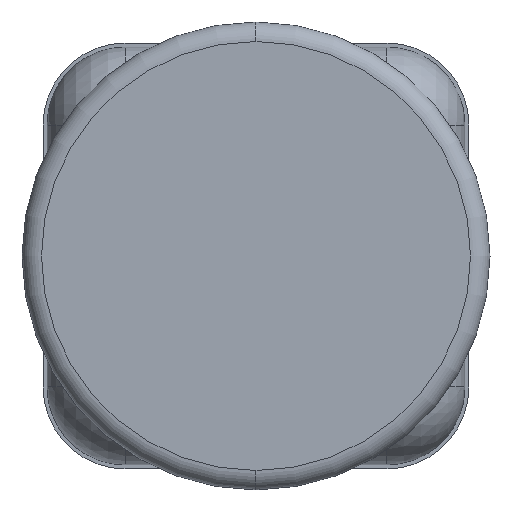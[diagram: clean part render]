
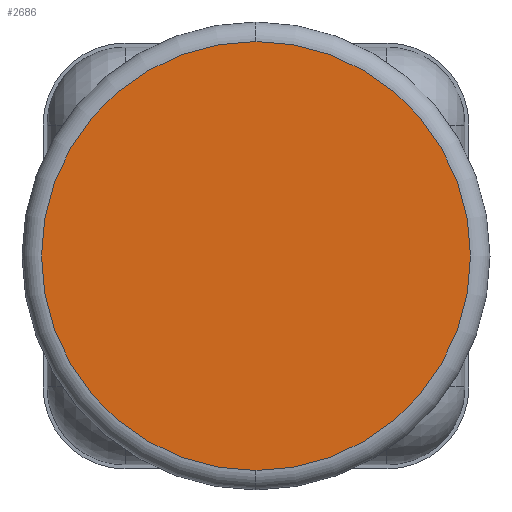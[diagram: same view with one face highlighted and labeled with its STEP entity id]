
A CAD part, left-side view. The second image highlights one B-rep face of the part: STEP entity #2686.
In plain terms, the highlighted planar face has unit normal (-1, 0, 0).
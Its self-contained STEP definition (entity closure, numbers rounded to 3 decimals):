
#2 = CIRCLE ( 'NONE', #2058, 0.55 ) ;
#59 = VERTEX_POINT ( 'NONE', #2525 ) ;
#61 = DIRECTION ( 'NONE',  ( 0., 0., -1. ) ) ;
#102 = DIRECTION ( 'NONE',  ( 0., 0., 1. ) ) ;
#108 = DIRECTION ( 'NONE',  ( -1., 0., 0. ) ) ;
#110 = CARTESIAN_POINT ( 'NONE',  ( -1., 0., 0. ) ) ;
#294 = PLANE ( 'NONE',  #1279 ) ;
#463 = EDGE_CURVE ( 'NONE', #59, #861, #2600, .T. ) ;
#681 = EDGE_CURVE ( 'NONE', #861, #59, #2, .T. ) ;
#686 = CARTESIAN_POINT ( 'NONE',  ( -1., 0., 0.55 ) ) ;
#861 = VERTEX_POINT ( 'NONE', #686 ) ;
#899 = ORIENTED_EDGE ( 'NONE', *, *, #681, .T. ) ;
#934 = DIRECTION ( 'NONE',  ( 0., 0., 1. ) ) ;
#938 = DIRECTION ( 'NONE',  ( -1., 0., 0. ) ) ;
#943 = CARTESIAN_POINT ( 'NONE',  ( -1., 0., 0. ) ) ;
#1279 = AXIS2_PLACEMENT_3D ( 'NONE', #2695, #1466, #61 ) ;
#1333 = EDGE_LOOP ( 'NONE', ( #899, #2161 ) ) ;
#1466 = DIRECTION ( 'NONE',  ( -1., 0., 0. ) ) ;
#1548 = FACE_OUTER_BOUND ( 'NONE', #1333, .T. ) ;
#2058 = AXIS2_PLACEMENT_3D ( 'NONE', #110, #108, #102 ) ;
#2161 = ORIENTED_EDGE ( 'NONE', *, *, #463, .T. ) ;
#2525 = CARTESIAN_POINT ( 'NONE',  ( -1., 0., -0.55 ) ) ;
#2600 = CIRCLE ( 'NONE', #2681, 0.55 ) ;
#2681 = AXIS2_PLACEMENT_3D ( 'NONE', #943, #938, #934 ) ;
#2686 = ADVANCED_FACE ( 'NONE', ( #1548 ), #294, .T. ) ;
#2695 = CARTESIAN_POINT ( 'NONE',  ( -1., 0., 0. ) ) ;
